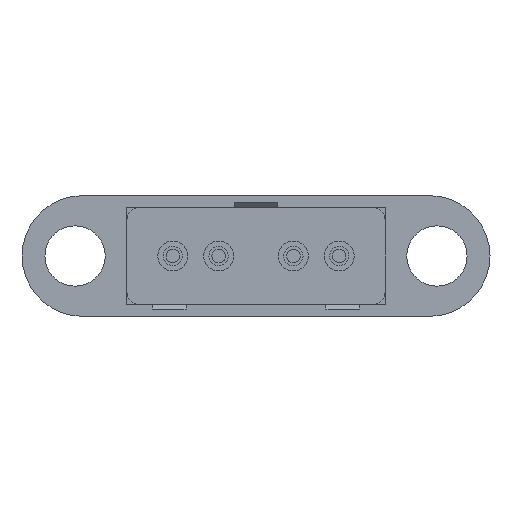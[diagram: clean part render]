
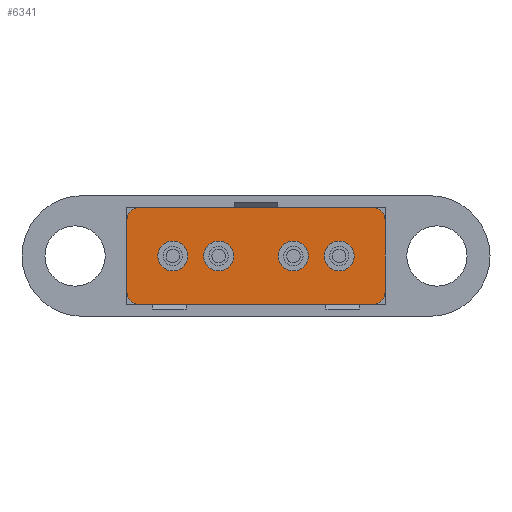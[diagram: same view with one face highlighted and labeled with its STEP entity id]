
A CAD part, front view. The second image highlights one B-rep face of the part: STEP entity #6341.
In plain terms, the highlighted face is planar.
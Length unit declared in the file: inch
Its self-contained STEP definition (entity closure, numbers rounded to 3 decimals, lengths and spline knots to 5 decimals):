
#81 = VECTOR ( 'NONE', #1033, 39.37008 ) ;
#85 = AXIS2_PLACEMENT_3D ( 'NONE', #2850, #320, #4794 ) ;
#119 = DIRECTION ( 'NONE',  ( 0., 0., 1. ) ) ;
#211 = EDGE_CURVE ( 'NONE', #5935, #2733, #4873, .T. ) ;
#229 = DIRECTION ( 'NONE',  ( 1., 0., 0. ) ) ;
#320 = DIRECTION ( 'NONE',  ( 0., 0., 1. ) ) ;
#376 = CARTESIAN_POINT ( 'NONE',  ( -0.1415, 0., 0.13 ) ) ;
#383 = AXIS2_PLACEMENT_3D ( 'NONE', #1975, #6361, #6403 ) ;
#452 = AXIS2_PLACEMENT_3D ( 'NONE', #6704, #6069, #916 ) ;
#592 = CARTESIAN_POINT ( 'NONE',  ( 0.2035, 0., 0.13 ) ) ;
#699 = CARTESIAN_POINT ( 'NONE',  ( 0.0775, 0., 0.13 ) ) ;
#734 = DIRECTION ( 'NONE',  ( 0., 0., 1. ) ) ;
#782 = AXIS2_PLACEMENT_3D ( 'NONE', #3334, #119, #7771 ) ;
#902 = DIRECTION ( 'NONE',  ( 0., 0., -1. ) ) ;
#916 = DIRECTION ( 'NONE',  ( -1., 0., 0. ) ) ;
#975 = CARTESIAN_POINT ( 'NONE',  ( 0.2425, 0.1, 0.13 ) ) ;
#983 = AXIS2_PLACEMENT_3D ( 'NONE', #6822, #1718, #1032 ) ;
#1029 = DIRECTION ( 'NONE',  ( -1., 0., 0. ) ) ;
#1032 = DIRECTION ( 'NONE',  ( -1., 0., 0. ) ) ;
#1033 = DIRECTION ( 'NONE',  ( 1., 0., 0. ) ) ;
#1090 = ORIENTED_EDGE ( 'NONE', *, *, #4725, .F. ) ;
#1167 = EDGE_CURVE ( 'NONE', #2533, #4952, #4837, .T. ) ;
#1176 = EDGE_LOOP ( 'NONE', ( #6462, #6562, #4304, #2296, #5840, #2827, #3381, #2124 ) ) ;
#1319 = CIRCLE ( 'NONE', #383, 0.031 ) ;
#1324 = DIRECTION ( 'NONE',  ( -1., 0., 0. ) ) ;
#1377 = DIRECTION ( 'NONE',  ( 0., 0., 1. ) ) ;
#1515 = FACE_BOUND ( 'NONE', #7452, .T. ) ;
#1565 = EDGE_CURVE ( 'NONE', #2323, #5935, #3857, .T. ) ;
#1573 = CARTESIAN_POINT ( 'NONE',  ( -0.2425, -0.1, 0.13 ) ) ;
#1674 = CARTESIAN_POINT ( 'NONE',  ( 0.2425, 0.075, 0.13 ) ) ;
#1718 = DIRECTION ( 'NONE',  ( 0., 0., -1. ) ) ;
#1772 = DIRECTION ( 'NONE',  ( -1., 0., 0. ) ) ;
#1975 = CARTESIAN_POINT ( 'NONE',  ( 0.0775, 0., 0.13 ) ) ;
#2004 = CARTESIAN_POINT ( 'NONE',  ( -0.1725, 0., 0.13 ) ) ;
#2096 = CARTESIAN_POINT ( 'NONE',  ( -0.2675, -0.075, 0.13 ) ) ;
#2124 = ORIENTED_EDGE ( 'NONE', *, *, #4319, .T. ) ;
#2296 = ORIENTED_EDGE ( 'NONE', *, *, #1565, .T. ) ;
#2323 = VERTEX_POINT ( 'NONE', #2096 ) ;
#2347 = EDGE_LOOP ( 'NONE', ( #5334, #3552 ) ) ;
#2375 = LINE ( 'NONE', #5700, #5307 ) ;
#2448 = DIRECTION ( 'NONE',  ( 0., 0., 1. ) ) ;
#2484 = VECTOR ( 'NONE', #7363, 39.37008 ) ;
#2521 = EDGE_CURVE ( 'NONE', #5022, #3639, #3050, .T. ) ;
#2531 = EDGE_CURVE ( 'NONE', #2733, #4952, #7091, .T. ) ;
#2533 = VERTEX_POINT ( 'NONE', #2979 ) ;
#2733 = VERTEX_POINT ( 'NONE', #7153 ) ;
#2740 = EDGE_CURVE ( 'NONE', #6708, #6508, #8042, .T. ) ;
#2827 = ORIENTED_EDGE ( 'NONE', *, *, #2531, .T. ) ;
#2850 = CARTESIAN_POINT ( 'NONE',  ( 0.2425, -0.075, 0.13 ) ) ;
#2912 = AXIS2_PLACEMENT_3D ( 'NONE', #699, #6018, #1324 ) ;
#2979 = CARTESIAN_POINT ( 'NONE',  ( 0.2675, 0.075, 0.13 ) ) ;
#3050 = CIRCLE ( 'NONE', #8313, 0.031 ) ;
#3052 = CARTESIAN_POINT ( 'NONE',  ( -0.2675, 0.075, 0.13 ) ) ;
#3158 = EDGE_CURVE ( 'NONE', #6477, #3345, #7782, .T. ) ;
#3310 = FACE_OUTER_BOUND ( 'NONE', #1176, .T. ) ;
#3334 = CARTESIAN_POINT ( 'NONE',  ( -0.0775, 0., 0.13 ) ) ;
#3345 = VERTEX_POINT ( 'NONE', #7067 ) ;
#3348 = PLANE ( 'NONE',  #4486 ) ;
#3357 = ORIENTED_EDGE ( 'NONE', *, *, #2740, .F. ) ;
#3381 = ORIENTED_EDGE ( 'NONE', *, *, #1167, .F. ) ;
#3552 = ORIENTED_EDGE ( 'NONE', *, *, #7628, .T. ) ;
#3639 = VERTEX_POINT ( 'NONE', #592 ) ;
#3852 = VERTEX_POINT ( 'NONE', #5271 ) ;
#3857 = CIRCLE ( 'NONE', #5067, 0.025 ) ;
#3942 = CARTESIAN_POINT ( 'NONE',  ( -0.1725, 0., 0.13 ) ) ;
#3992 = AXIS2_PLACEMENT_3D ( 'NONE', #3942, #734, #4702 ) ;
#4055 = DIRECTION ( 'NONE',  ( 0., 0., 1. ) ) ;
#4087 = CIRCLE ( 'NONE', #4646, 0.031 ) ;
#4175 = CARTESIAN_POINT ( 'NONE',  ( 0.0465, 0., 0.13 ) ) ;
#4267 = ORIENTED_EDGE ( 'NONE', *, *, #2521, .T. ) ;
#4304 = ORIENTED_EDGE ( 'NONE', *, *, #4878, .T. ) ;
#4319 = EDGE_CURVE ( 'NONE', #2533, #6094, #6925, .T. ) ;
#4486 = AXIS2_PLACEMENT_3D ( 'NONE', #7915, #4055, #4609 ) ;
#4609 = DIRECTION ( 'NONE',  ( 1., 0., 0. ) ) ;
#4620 = DIRECTION ( 'NONE',  ( 0., 0., 1. ) ) ;
#4637 = CIRCLE ( 'NONE', #983, 0.031 ) ;
#4646 = AXIS2_PLACEMENT_3D ( 'NONE', #2004, #4620, #229 ) ;
#4702 = DIRECTION ( 'NONE',  ( 1., 0., 0. ) ) ;
#4725 = EDGE_CURVE ( 'NONE', #6508, #6708, #4087, .T. ) ;
#4769 = CARTESIAN_POINT ( 'NONE',  ( -0.2035, 0., 0.13 ) ) ;
#4794 = DIRECTION ( 'NONE',  ( 1., 0., 0. ) ) ;
#4837 = LINE ( 'NONE', #5475, #6282 ) ;
#4873 = LINE ( 'NONE', #5426, #81 ) ;
#4878 = EDGE_CURVE ( 'NONE', #5325, #2323, #5496, .T. ) ;
#4952 = VERTEX_POINT ( 'NONE', #7746 ) ;
#5008 = DIRECTION ( 'NONE',  ( 1., 0., 0. ) ) ;
#5022 = VERTEX_POINT ( 'NONE', #5791 ) ;
#5067 = AXIS2_PLACEMENT_3D ( 'NONE', #5721, #7757, #5164 ) ;
#5164 = DIRECTION ( 'NONE',  ( 1., 0., 0. ) ) ;
#5228 = VERTEX_POINT ( 'NONE', #6666 ) ;
#5271 = CARTESIAN_POINT ( 'NONE',  ( -0.0465, 0., 0.13 ) ) ;
#5307 = VECTOR ( 'NONE', #1772, 39.37008 ) ;
#5320 = FACE_BOUND ( 'NONE', #5665, .T. ) ;
#5325 = VERTEX_POINT ( 'NONE', #3052 ) ;
#5334 = ORIENTED_EDGE ( 'NONE', *, *, #3158, .T. ) ;
#5358 = EDGE_CURVE ( 'NONE', #6094, #7565, #2375, .T. ) ;
#5426 = CARTESIAN_POINT ( 'NONE',  ( -0.2675, -0.1, 0.13 ) ) ;
#5475 = CARTESIAN_POINT ( 'NONE',  ( 0.2675, 0.1, 0.13 ) ) ;
#5496 = LINE ( 'NONE', #8087, #2484 ) ;
#5553 = EDGE_CURVE ( 'NONE', #3639, #5022, #4637, .T. ) ;
#5665 = EDGE_LOOP ( 'NONE', ( #5927, #7273 ) ) ;
#5700 = CARTESIAN_POINT ( 'NONE',  ( -0.2675, 0.1, 0.13 ) ) ;
#5704 = CIRCLE ( 'NONE', #452, 0.025 ) ;
#5721 = CARTESIAN_POINT ( 'NONE',  ( -0.2425, -0.075, 0.13 ) ) ;
#5791 = CARTESIAN_POINT ( 'NONE',  ( 0.1415, 0., 0.13 ) ) ;
#5840 = ORIENTED_EDGE ( 'NONE', *, *, #211, .T. ) ;
#5927 = ORIENTED_EDGE ( 'NONE', *, *, #7309, .F. ) ;
#5935 = VERTEX_POINT ( 'NONE', #1573 ) ;
#6018 = DIRECTION ( 'NONE',  ( 0., 0., -1. ) ) ;
#6069 = DIRECTION ( 'NONE',  ( 0., 0., 1. ) ) ;
#6094 = VERTEX_POINT ( 'NONE', #975 ) ;
#6098 = CARTESIAN_POINT ( 'NONE',  ( 0.1725, 0., 0.13 ) ) ;
#6235 = AXIS2_PLACEMENT_3D ( 'NONE', #7218, #1377, #8326 ) ;
#6282 = VECTOR ( 'NONE', #7424, 39.37008 ) ;
#6341 = ADVANCED_FACE ( 'NONE', ( #5320, #1515, #7953, #7231, #3310 ), #3348, .T. ) ;
#6361 = DIRECTION ( 'NONE',  ( 0., 0., -1. ) ) ;
#6403 = DIRECTION ( 'NONE',  ( -1., 0., 0. ) ) ;
#6462 = ORIENTED_EDGE ( 'NONE', *, *, #5358, .T. ) ;
#6477 = VERTEX_POINT ( 'NONE', #4175 ) ;
#6508 = VERTEX_POINT ( 'NONE', #4769 ) ;
#6562 = ORIENTED_EDGE ( 'NONE', *, *, #6810, .T. ) ;
#6666 = CARTESIAN_POINT ( 'NONE',  ( -0.1085, 0., 0.13 ) ) ;
#6704 = CARTESIAN_POINT ( 'NONE',  ( -0.2425, 0.075, 0.13 ) ) ;
#6708 = VERTEX_POINT ( 'NONE', #376 ) ;
#6810 = EDGE_CURVE ( 'NONE', #7565, #5325, #5704, .T. ) ;
#6822 = CARTESIAN_POINT ( 'NONE',  ( 0.1725, 0., 0.13 ) ) ;
#6908 = CARTESIAN_POINT ( 'NONE',  ( -0.2425, 0.1, 0.13 ) ) ;
#6925 = CIRCLE ( 'NONE', #7616, 0.025 ) ;
#7038 = CIRCLE ( 'NONE', #6235, 0.031 ) ;
#7067 = CARTESIAN_POINT ( 'NONE',  ( 0.1085, 0., 0.13 ) ) ;
#7091 = CIRCLE ( 'NONE', #85, 0.025 ) ;
#7153 = CARTESIAN_POINT ( 'NONE',  ( 0.2425, -0.1, 0.13 ) ) ;
#7218 = CARTESIAN_POINT ( 'NONE',  ( -0.0775, 0., 0.13 ) ) ;
#7231 = FACE_BOUND ( 'NONE', #8273, .T. ) ;
#7273 = ORIENTED_EDGE ( 'NONE', *, *, #7685, .F. ) ;
#7309 = EDGE_CURVE ( 'NONE', #3852, #5228, #7038, .T. ) ;
#7363 = DIRECTION ( 'NONE',  ( 0., -1., 0. ) ) ;
#7424 = DIRECTION ( 'NONE',  ( 0., -1., 0. ) ) ;
#7452 = EDGE_LOOP ( 'NONE', ( #3357, #1090 ) ) ;
#7542 = CIRCLE ( 'NONE', #782, 0.031 ) ;
#7565 = VERTEX_POINT ( 'NONE', #6908 ) ;
#7616 = AXIS2_PLACEMENT_3D ( 'NONE', #1674, #2448, #5008 ) ;
#7628 = EDGE_CURVE ( 'NONE', #3345, #6477, #1319, .T. ) ;
#7685 = EDGE_CURVE ( 'NONE', #5228, #3852, #7542, .T. ) ;
#7746 = CARTESIAN_POINT ( 'NONE',  ( 0.2675, -0.075, 0.13 ) ) ;
#7757 = DIRECTION ( 'NONE',  ( 0., 0., 1. ) ) ;
#7771 = DIRECTION ( 'NONE',  ( 1., 0., 0. ) ) ;
#7782 = CIRCLE ( 'NONE', #2912, 0.031 ) ;
#7915 = CARTESIAN_POINT ( 'NONE',  ( -0.2675, -0.1, 0.13 ) ) ;
#7953 = FACE_BOUND ( 'NONE', #2347, .T. ) ;
#8042 = CIRCLE ( 'NONE', #3992, 0.031 ) ;
#8087 = CARTESIAN_POINT ( 'NONE',  ( -0.2675, 0.1, 0.13 ) ) ;
#8134 = ORIENTED_EDGE ( 'NONE', *, *, #5553, .T. ) ;
#8273 = EDGE_LOOP ( 'NONE', ( #4267, #8134 ) ) ;
#8313 = AXIS2_PLACEMENT_3D ( 'NONE', #6098, #902, #1029 ) ;
#8326 = DIRECTION ( 'NONE',  ( 1., 0., 0. ) ) ;
